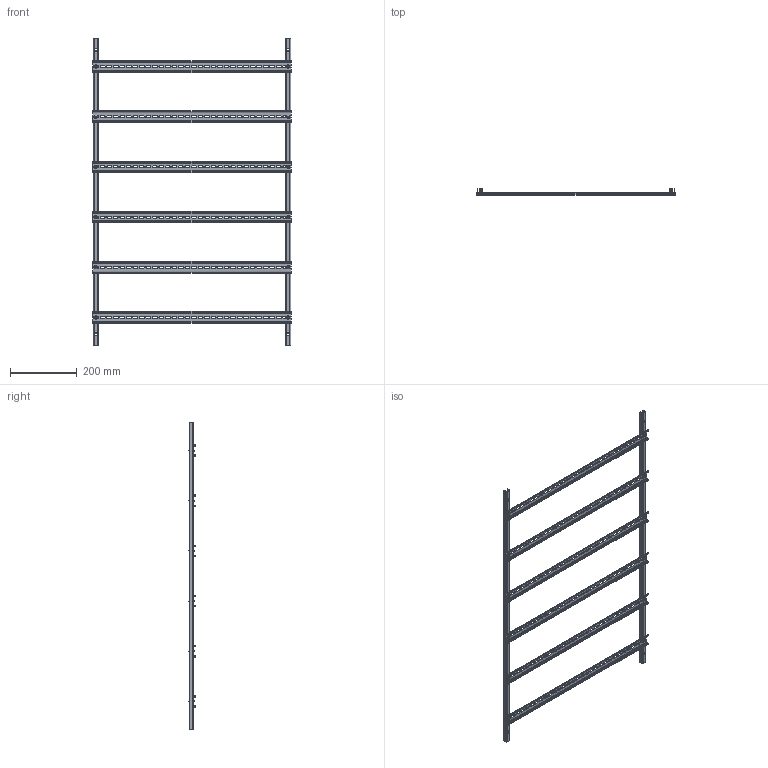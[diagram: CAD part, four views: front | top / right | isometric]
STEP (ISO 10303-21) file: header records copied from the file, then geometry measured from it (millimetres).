
FILE_DESCRIPTION (( 'STEP AP214' ), '1' );
FILE_NAME ('mb65-5r.STEP', '2022-02-06T20:09:44', ( '' ), ( '' ), 'SwSTEP 2.0', 'SolidWorks 2021', '' );
FILE_SCHEMA (( 'AUTOMOTIVE_DESIGN' ));
Length unit declared in the file: millimetre
Products named in the file (4): Din-ðåéêà 31; mb65-5r; ÌÈ-956.07.00.001 Ðåéêà âåðòèêàëüíàÿ; cross ph tapping 968_din_Screw DIN 968-ST4.2x13-C-H-N
Assembly tree (20 placements, depth 2):
  mb65-5r
    ÌÈ-956.07.00.001 Ðåéêà âåðòèêàëüíàÿ  x2
    Din-ðåéêà 31  x6
    cross ph tapping 968_din_Screw DIN 968-ST4.2x13-C-H-N  x12
Bounding box: 595 x 19.5 x 916 mm (x, y, z)
Volume: 209886.4 mm3; surface area: 430922 mm2
Topology: 20 solids, 20 shells, 1552 faces, 4252 edges, 2740 vertices
Faces by surface type: plane 774, cylinder 730, cone 24, sphere 24
Entity records: 8578 total; most frequent: DIRECTION 1514, CARTESIAN_POINT 1459, ORIENTED_EDGE 1396, EDGE_CURVE 698, AXIS2_PLACEMENT_3D 544, VERTEX_POINT 449, LINE 426, VECTOR 426
